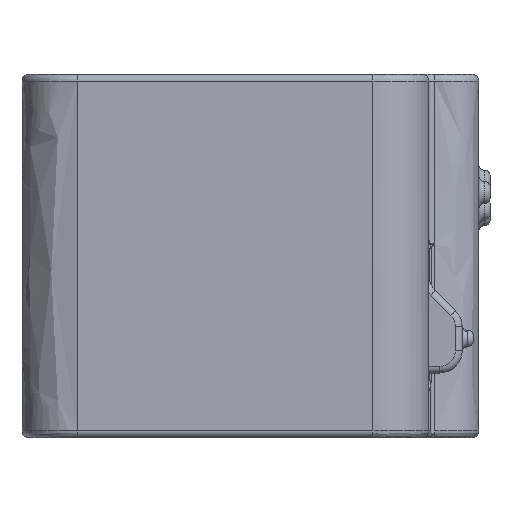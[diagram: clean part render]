
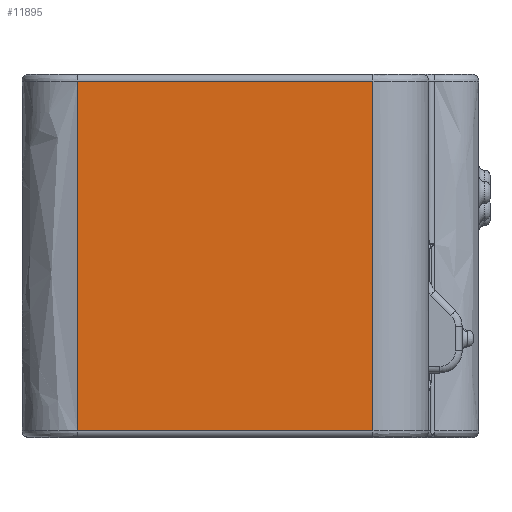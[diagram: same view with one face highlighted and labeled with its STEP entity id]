
A CAD part, left-side view. The second image highlights one B-rep face of the part: STEP entity #11895.
In plain terms, the highlighted planar face has unit normal (-1, 0, 0).
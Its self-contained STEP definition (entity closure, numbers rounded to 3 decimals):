
#525=PLANE('',#13171);
#690=LINE('',#18311,#1457);
#1147=LINE('',#24005,#1914);
#1149=LINE('',#24115,#1916);
#1150=LINE('',#24116,#1917);
#1457=VECTOR('',#14129,10.);
#1914=VECTOR('',#16216,10.);
#1916=VECTOR('',#16230,10.);
#1917=VECTOR('',#16231,10.);
#2861=FACE_OUTER_BOUND('',#3648,.T.);
#3648=EDGE_LOOP('',(#10174,#10175,#10176,#10177));
#4958=VERTEX_POINT('',#18297);
#4959=VERTEX_POINT('',#18310);
#5608=VERTEX_POINT('',#24003);
#5612=VERTEX_POINT('',#24114);
#6107=EDGE_CURVE('',#4958,#4959,#690,.T.);
#7170=EDGE_CURVE('',#5608,#4958,#1147,.T.);
#7177=EDGE_CURVE('',#5608,#5612,#1149,.T.);
#7178=EDGE_CURVE('',#4959,#5612,#1150,.T.);
#10174=ORIENTED_EDGE('',*,*,#7170,.F.);
#10175=ORIENTED_EDGE('',*,*,#7177,.T.);
#10176=ORIENTED_EDGE('',*,*,#7178,.F.);
#10177=ORIENTED_EDGE('',*,*,#6107,.F.);
#11895=ADVANCED_FACE('',(#2861),#525,.T.);
#13171=AXIS2_PLACEMENT_3D('',#24113,#16228,#16229);
#14129=DIRECTION('',(0.,0.,1.));
#16216=DIRECTION('',(0.,1.,0.));
#16228=DIRECTION('center_axis',(-1.,0.,0.));
#16229=DIRECTION('ref_axis',(0.,-1.,0.));
#16230=DIRECTION('',(0.,0.,1.));
#16231=DIRECTION('',(0.,-1.,0.));
#18297=CARTESIAN_POINT('',(139.351,-102.299,-3.4));
#18310=CARTESIAN_POINT('',(139.351,-102.299,28.));
#18311=CARTESIAN_POINT('',(139.351,-102.299,0.));
#24003=CARTESIAN_POINT('',(139.351,-128.799,-3.4));
#24005=CARTESIAN_POINT('',(139.351,-110.049,-3.4));
#24113=CARTESIAN_POINT('Origin',(139.351,-102.299,0.));
#24114=CARTESIAN_POINT('',(139.351,-128.799,28.));
#24115=CARTESIAN_POINT('',(139.351,-128.799,0.));
#24116=CARTESIAN_POINT('',(139.351,-110.049,28.));
